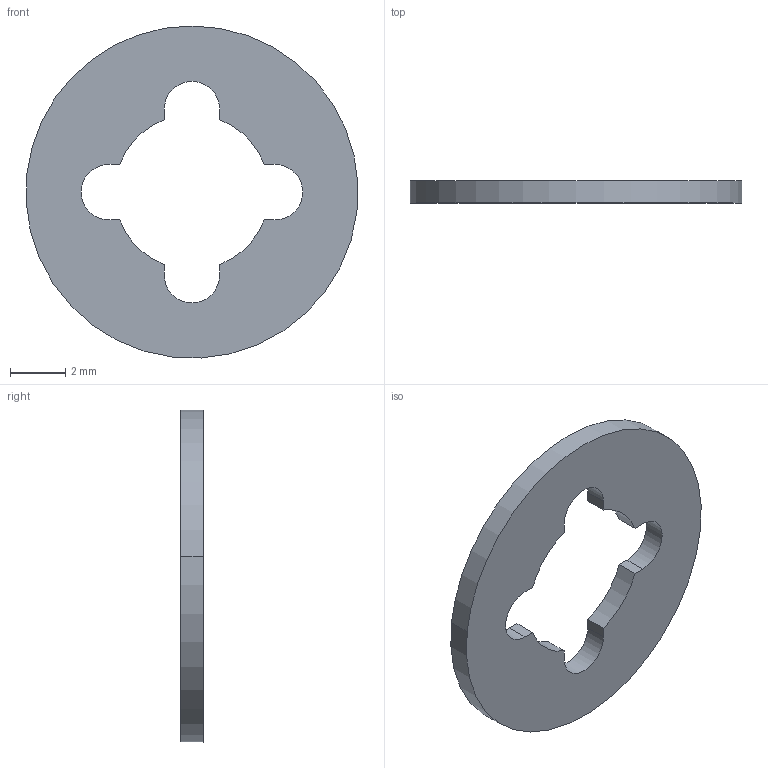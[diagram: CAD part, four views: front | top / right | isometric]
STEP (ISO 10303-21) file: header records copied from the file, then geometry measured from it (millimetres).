
FILE_DESCRIPTION( (''), '2;1');
FILE_NAME ('PC007.134708.TM_147V_4BK_6366.stp','2025-07-23T13:39:48',(''),(''),'spGate 19.8.4 (****-****-****-****)','','');
FILE_SCHEMA (('AUTOMOTIVE_DESIGN'));
Length unit declared in the file: millimetre
Bounding box: 11.98 x 0.8 x 11.99 mm (x, y, z)
Volume: 64.1 mm3; surface area: 210.4 mm2
Topology: 1 solids, 1 shells, 20 faces, 56 edges, 38 vertices
Faces by surface type: plane 10, cylinder 10
Entity records: 1115 total; most frequent: CARTESIAN_POINT 116, DIRECTION 116, ORIENTED_EDGE 112, COLOUR_RGB 77, PRESENTATION_STYLE_ASSIGNMENT 77, STYLED_ITEM 77, EDGE_CURVE 56, DRAUGHTING_PRE_DEFINED_CURVE_FONT 56
